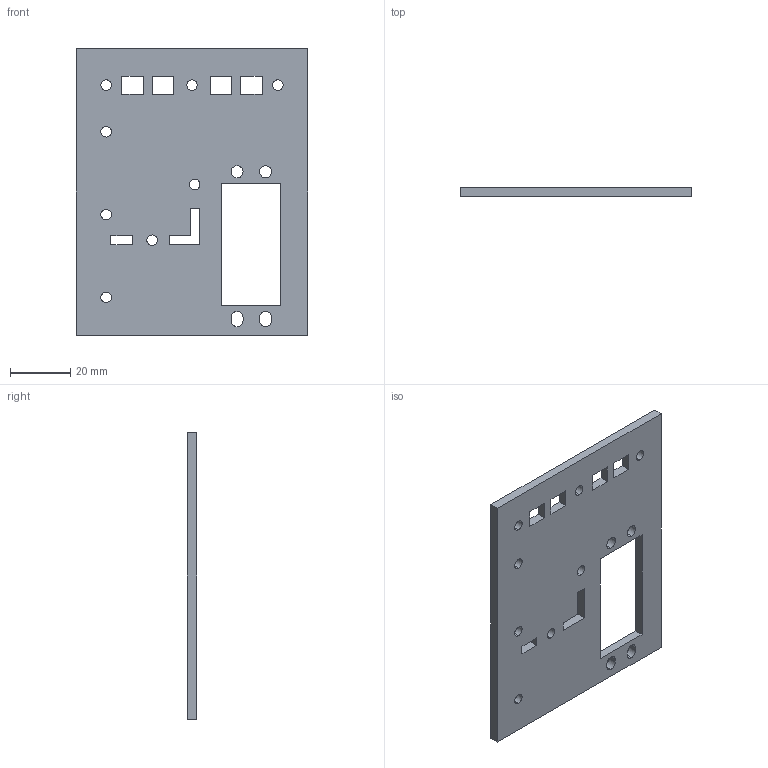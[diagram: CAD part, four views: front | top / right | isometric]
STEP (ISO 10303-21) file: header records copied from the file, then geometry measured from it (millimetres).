
FILE_DESCRIPTION (( 'STEP AP214' ), '1' );
FILE_NAME ('Gripper_Base_Plate1.STEP', '2020-12-23T16:02:56', ( '' ), ( '' ), 'SwSTEP 2.0', 'SolidWorks 2020', '' );
FILE_SCHEMA (( 'AUTOMOTIVE_DESIGN' ));
Length unit declared in the file: millimetre
Products named in the file (1): Gripper_Base_Plate1
Bounding box: 77 x 3 x 95 mm (x, y, z)
Volume: 18414 mm3; surface area: 14599.9 mm2
Topology: 1 solids, 1 shells, 66 faces, 192 edges, 128 vertices
Faces by surface type: plane 40, cylinder 26
Entity records: 2298 total; most frequent: CARTESIAN_POINT 387, ORIENTED_EDGE 384, DIRECTION 378, EDGE_CURVE 192, VECTOR 140, LINE 140, VERTEX_POINT 128, AXIS2_PLACEMENT_3D 119
